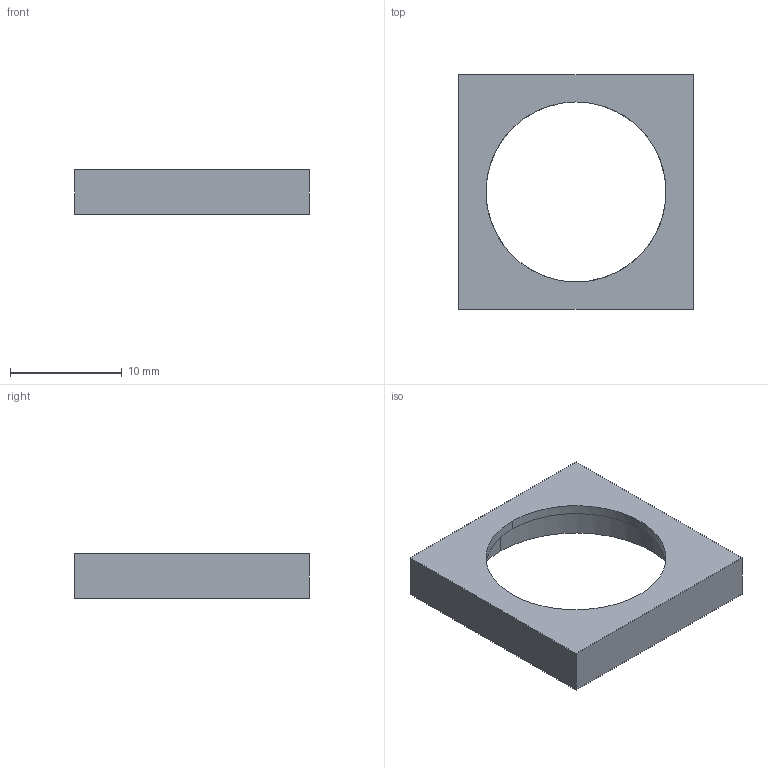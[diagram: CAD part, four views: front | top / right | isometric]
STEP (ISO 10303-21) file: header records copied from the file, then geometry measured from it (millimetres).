
FILE_DESCRIPTION(/* description */ (''),/* implementation_level */ '2;1');
FILE_NAME(/* name */ 'G_NSD0_XX_90870V.stp',/* time_stamp */ '2024-11-29T10:34:18+01:00',/* author */ (''),/* organization */ (''),/* preprocessor_version */ 'ST-DEVELOPER v18.101',/* originating_system */ 'SIEMENS PLM Software NX 2007',/* authorisation */ '');
FILE_SCHEMA (('AUTOMOTIVE_DESIGN { 1 0 10303 214 3 1 1 1 }'));
Length unit declared in the file: millimetre
Products named in the file (1): G_NSD0_XX_90870V
Bounding box: 21 x 21 x 4 mm (x, y, z)
Volume: 690.2 mm3; surface area: 1097.4 mm2
Topology: 1 solids, 1 shells, 209 faces, 564 edges, 376 vertices
Faces by surface type: plane 113, cylinder 74, extrusion 22
Entity records: 9275 total; most frequent: CARTESIAN_POINT 3206, ORIENTED_EDGE 1128, DIRECTION 670, EDGE_CURVE 564, VERTEX_POINT 376, B_SPLINE_CURVE_WITH_KNOTS 312, VECTOR 294, LINE 272
